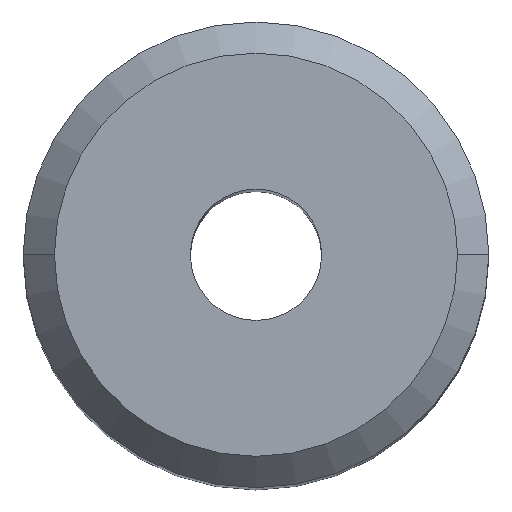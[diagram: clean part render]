
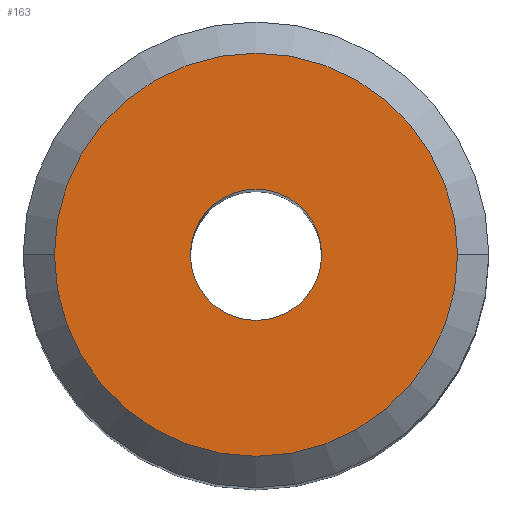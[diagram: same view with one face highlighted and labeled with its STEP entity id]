
A CAD part, top view. The second image highlights one B-rep face of the part: STEP entity #163.
In plain terms, the highlighted planar face has unit normal (0, 0, 1).
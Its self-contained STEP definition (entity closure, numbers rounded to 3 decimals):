
#4 = CIRCLE ( 'NONE', #104, 6.45 ) ;
#13 = VERTEX_POINT ( 'NONE', #260 ) ;
#17 = DIRECTION ( 'NONE',  ( 1., 0., 0. ) ) ;
#25 = EDGE_CURVE ( 'NONE', #186, #13, #4, .T. ) ;
#42 = AXIS2_PLACEMENT_3D ( 'NONE', #281, #191, #63 ) ;
#44 = CARTESIAN_POINT ( 'NONE',  ( -2.1, 0., 22.5 ) ) ;
#54 = EDGE_LOOP ( 'NONE', ( #214, #322 ) ) ;
#63 = DIRECTION ( 'NONE',  ( 1., 0., 0. ) ) ;
#67 = DIRECTION ( 'NONE',  ( 0., 0., 1. ) ) ;
#85 = AXIS2_PLACEMENT_3D ( 'NONE', #138, #67, #171 ) ;
#104 = AXIS2_PLACEMENT_3D ( 'NONE', #265, #295, #202 ) ;
#113 = CIRCLE ( 'NONE', #85, 2.1 ) ;
#137 = ORIENTED_EDGE ( 'NONE', *, *, #187, .F. ) ;
#138 = CARTESIAN_POINT ( 'NONE',  ( 0., 0., 22.5 ) ) ;
#146 = CARTESIAN_POINT ( 'NONE',  ( 2.1, 0., 22.5 ) ) ;
#155 = CARTESIAN_POINT ( 'NONE',  ( 0., 0., 22.5 ) ) ;
#159 = EDGE_CURVE ( 'NONE', #333, #292, #225, .T. ) ;
#163 = ADVANCED_FACE ( 'NONE', ( #302, #231 ), #216, .T. ) ;
#171 = DIRECTION ( 'NONE',  ( 1., 0., 0. ) ) ;
#186 = VERTEX_POINT ( 'NONE', #249 ) ;
#187 = EDGE_CURVE ( 'NONE', #292, #333, #113, .T. ) ;
#191 = DIRECTION ( 'NONE',  ( 0., 0., 1. ) ) ;
#202 = DIRECTION ( 'NONE',  ( 1., 0., 0. ) ) ;
#206 = DIRECTION ( 'NONE',  ( 0., 0., 1. ) ) ;
#208 = DIRECTION ( 'NONE',  ( 1., 0., 0. ) ) ;
#214 = ORIENTED_EDGE ( 'NONE', *, *, #25, .T. ) ;
#216 = PLANE ( 'NONE',  #217 ) ;
#217 = AXIS2_PLACEMENT_3D ( 'NONE', #252, #283, #17 ) ;
#225 = CIRCLE ( 'NONE', #42, 2.1 ) ;
#231 = FACE_BOUND ( 'NONE', #313, .T. ) ;
#238 = AXIS2_PLACEMENT_3D ( 'NONE', #155, #206, #208 ) ;
#249 = CARTESIAN_POINT ( 'NONE',  ( -6.45, 0., 22.5 ) ) ;
#252 = CARTESIAN_POINT ( 'NONE',  ( 0., 0., 22.5 ) ) ;
#260 = CARTESIAN_POINT ( 'NONE',  ( 6.45, 0., 22.5 ) ) ;
#261 = CIRCLE ( 'NONE', #238, 6.45 ) ;
#265 = CARTESIAN_POINT ( 'NONE',  ( 0., 0., 22.5 ) ) ;
#267 = ORIENTED_EDGE ( 'NONE', *, *, #159, .F. ) ;
#281 = CARTESIAN_POINT ( 'NONE',  ( 0., 0., 22.5 ) ) ;
#283 = DIRECTION ( 'NONE',  ( 0., 0., 1. ) ) ;
#292 = VERTEX_POINT ( 'NONE', #146 ) ;
#295 = DIRECTION ( 'NONE',  ( 0., 0., 1. ) ) ;
#302 = FACE_OUTER_BOUND ( 'NONE', #54, .T. ) ;
#313 = EDGE_LOOP ( 'NONE', ( #137, #267 ) ) ;
#316 = EDGE_CURVE ( 'NONE', #13, #186, #261, .T. ) ;
#322 = ORIENTED_EDGE ( 'NONE', *, *, #316, .T. ) ;
#333 = VERTEX_POINT ( 'NONE', #44 ) ;
